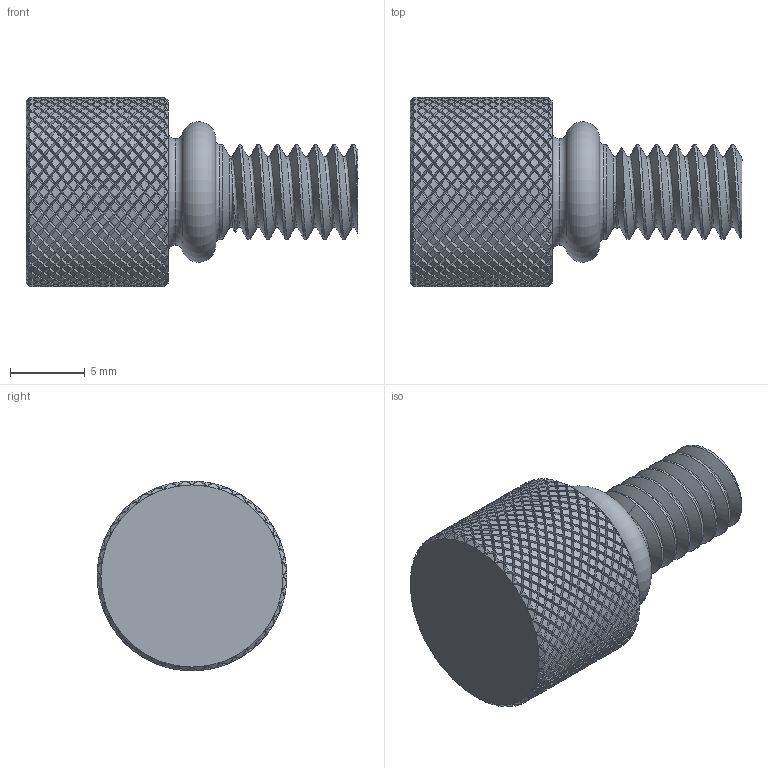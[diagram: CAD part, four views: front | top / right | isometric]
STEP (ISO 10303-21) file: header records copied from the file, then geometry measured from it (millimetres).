
FILE_DESCRIPTION (( 'STEP AP203' ), '1' );
FILE_NAME ('B001OO0ASI.3D.STEP', '2013-07-30T12:47:03', ( '' ), ( '' ), 'SwSTEP 2.0', 'SolidWorks 2012', '' );
FILE_SCHEMA (( 'CONFIG_CONTROL_DESIGN' ));
Products named in the file (1): B001OO0ASI.3D
Bounding box: 22.23 x 12.7 x 12.7 mm (x, y, z)
Volume: 1598.4 mm3; surface area: 1314.7 mm2
Topology: 1 solids, 1 shells, 4860 faces, 9965 edges, 5109 vertices
Faces by surface type: bspline 3843, cylinder 1003, cone 5, torus 5, plane 4
Full cylindrical faces by diameter (mm): 6.35 x1, 7.112 x1
Entity records: 240103 total; most frequent: CARTESIAN_POINT 183366, ORIENTED_EDGE 19898, EDGE_CURVE 9949, VERTEX_POINT 5103, EDGE_LOOP 4872, FACE_OUTER_BOUND 4867, ADVANCED_FACE 4860, DIRECTION 2385
